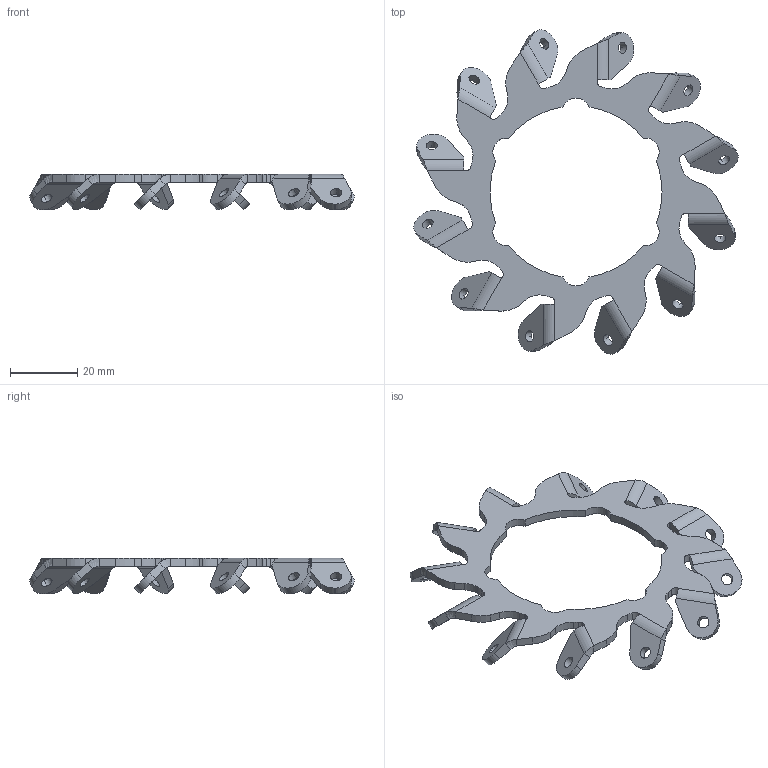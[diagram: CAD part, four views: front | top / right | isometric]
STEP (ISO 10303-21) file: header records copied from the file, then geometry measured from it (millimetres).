
FILE_DESCRIPTION (( 'STEP AP203' ), '1' );
FILE_NAME ('am-4734R_plate 4IN Ball Bearing Mecanum Right Plate.STEP', '2022-07-19T14:57:21', ( '' ), ( '' ), 'SwSTEP 2.0', 'SolidWorks 2022', '' );
FILE_SCHEMA (( 'CONFIG_CONTROL_DESIGN' ));
Length unit declared in the file: inch
Products named in the file (1): am-4734R_plate 4IN Ball Bearing Mecanum Right Plate
Bounding box: 96.47 x 96.47 x 10.55 mm (x, y, z)
Volume: 9004.3 mm3; surface area: 9955.9 mm2
Topology: 1 solids, 1 shells, 280 faces, 738 edges, 460 vertices
Faces by surface type: cylinder 146, plane 122, bspline 12
Entity records: 9065 total; most frequent: CARTESIAN_POINT 1907, DIRECTION 1520, ORIENTED_EDGE 1476, EDGE_CURVE 738, AXIS2_PLACEMENT_3D 537, VERTEX_POINT 460, LINE 446, VECTOR 446
